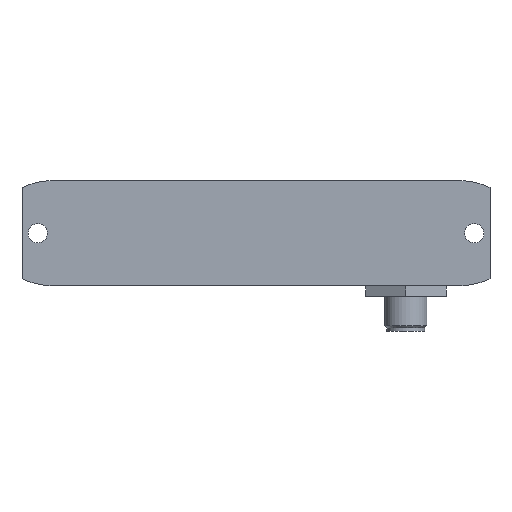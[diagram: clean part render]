
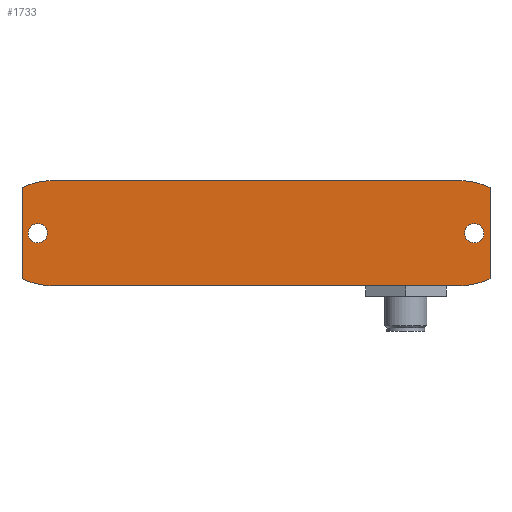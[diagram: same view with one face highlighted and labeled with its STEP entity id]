
A CAD part, front view. The second image highlights one B-rep face of the part: STEP entity #1733.
In plain terms, the highlighted planar face has unit normal (0, -1, 0).
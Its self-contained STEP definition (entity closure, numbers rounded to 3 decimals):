
#135=LINE('',#2636,#277);
#152=LINE('',#2677,#294);
#158=LINE('',#2694,#300);
#159=LINE('',#2699,#301);
#277=VECTOR('',#2104,1000.);
#294=VECTOR('',#2141,1000.);
#300=VECTOR('',#2161,1000.);
#301=VECTOR('',#2166,1000.);
#480=ORIENTED_EDGE('',*,*,#920,.T.);
#481=ORIENTED_EDGE('',*,*,#940,.T.);
#482=ORIENTED_EDGE('',*,*,#942,.F.);
#483=ORIENTED_EDGE('',*,*,#943,.T.);
#484=ORIENTED_EDGE('',*,*,#944,.F.);
#485=ORIENTED_EDGE('',*,*,#913,.T.);
#486=ORIENTED_EDGE('',*,*,#945,.F.);
#487=ORIENTED_EDGE('',*,*,#946,.F.);
#488=ORIENTED_EDGE('',*,*,#947,.F.);
#489=ORIENTED_EDGE('',*,*,#934,.F.);
#913=EDGE_CURVE('',#1150,#1149,#135,.T.);
#920=EDGE_CURVE('',#1151,#1151,#1290,.T.);
#934=EDGE_CURVE('',#1163,#1164,#152,.T.);
#940=EDGE_CURVE('',#1165,#1165,#1294,.T.);
#942=EDGE_CURVE('',#1167,#1163,#1296,.T.);
#943=EDGE_CURVE('',#1167,#1168,#158,.T.);
#944=EDGE_CURVE('',#1150,#1168,#1297,.T.);
#945=EDGE_CURVE('',#1169,#1149,#1298,.T.);
#946=EDGE_CURVE('',#1170,#1169,#159,.T.);
#947=EDGE_CURVE('',#1164,#1170,#1299,.T.);
#1149=VERTEX_POINT('',#2635);
#1150=VERTEX_POINT('',#2637);
#1151=VERTEX_POINT('',#2648);
#1163=VERTEX_POINT('',#2676);
#1164=VERTEX_POINT('',#2678);
#1165=VERTEX_POINT('',#2688);
#1167=VERTEX_POINT('',#2693);
#1168=VERTEX_POINT('',#2695);
#1169=VERTEX_POINT('',#2698);
#1170=VERTEX_POINT('',#2700);
#1290=CIRCLE('',#1867,2.75);
#1294=CIRCLE('',#1877,2.75);
#1296=CIRCLE('',#1880,20.);
#1297=CIRCLE('',#1881,20.);
#1298=CIRCLE('',#1882,20.);
#1299=CIRCLE('',#1883,20.);
#1368=EDGE_LOOP('',(#480));
#1369=EDGE_LOOP('',(#481));
#1370=EDGE_LOOP('',(#482,#483,#484,#485,#486,#487,#488,#489));
#1526=FACE_BOUND('',#1368,.T.);
#1527=FACE_BOUND('',#1369,.T.);
#1528=FACE_BOUND('',#1370,.T.);
#1675=PLANE('',#1879);
#1733=ADVANCED_FACE('',(#1526,#1527,#1528),#1675,.T.);
#1867=AXIS2_PLACEMENT_3D('',#2647,#2117,#2118);
#1877=AXIS2_PLACEMENT_3D('',#2687,#2153,#2154);
#1879=AXIS2_PLACEMENT_3D('',#2691,#2157,#2158);
#1880=AXIS2_PLACEMENT_3D('',#2692,#2159,#2160);
#1881=AXIS2_PLACEMENT_3D('',#2696,#2162,#2163);
#1882=AXIS2_PLACEMENT_3D('',#2697,#2164,#2165);
#1883=AXIS2_PLACEMENT_3D('',#2701,#2167,#2168);
#2104=DIRECTION('',(0.,0.,1.));
#2117=DIRECTION('',(0.,1.,0.));
#2118=DIRECTION('',(1.,0.,0.));
#2141=DIRECTION('',(0.,0.,1.));
#2153=DIRECTION('',(0.,1.,0.));
#2154=DIRECTION('',(1.,0.,0.));
#2157=DIRECTION('',(0.,-1.,0.));
#2158=DIRECTION('',(0.,0.,-1.));
#2159=DIRECTION('',(0.,1.,0.));
#2160=DIRECTION('',(1.,0.,0.));
#2161=DIRECTION('',(1.,0.,0.));
#2162=DIRECTION('',(0.,1.,0.));
#2163=DIRECTION('',(1.,0.,0.));
#2164=DIRECTION('',(0.,1.,0.));
#2165=DIRECTION('',(1.,0.,0.));
#2166=DIRECTION('',(1.,0.,0.));
#2167=DIRECTION('',(0.,1.,0.));
#2168=DIRECTION('',(1.,0.,0.));
#2635=CARTESIAN_POINT('',(92.,0.,-2.));
#2636=CARTESIAN_POINT('',(92.,0.,-30.));
#2637=CARTESIAN_POINT('',(92.,0.,-28.));
#2647=CARTESIAN_POINT('',(87.5,0.,-15.));
#2648=CARTESIAN_POINT('',(90.25,0.,-15.));
#2676=CARTESIAN_POINT('',(-41.5,0.,-28.));
#2677=CARTESIAN_POINT('',(-41.5,0.,-30.));
#2678=CARTESIAN_POINT('',(-41.5,0.,-2.));
#2687=CARTESIAN_POINT('',(-37.,0.,-15.));
#2688=CARTESIAN_POINT('',(-34.25,0.,-15.));
#2691=CARTESIAN_POINT('',(-41.5,0.,-30.));
#2692=CARTESIAN_POINT('',(-32.753,0.,-10.014));
#2693=CARTESIAN_POINT('',(-33.5,0.,-30.));
#2694=CARTESIAN_POINT('',(-41.5,0.,-30.));
#2695=CARTESIAN_POINT('',(84.,0.,-30.));
#2696=CARTESIAN_POINT('',(83.253,0.,-10.014));
#2697=CARTESIAN_POINT('',(83.253,0.,-19.986));
#2698=CARTESIAN_POINT('',(84.,0.,0.));
#2699=CARTESIAN_POINT('',(-41.5,0.,0.));
#2700=CARTESIAN_POINT('',(-33.5,0.,0.));
#2701=CARTESIAN_POINT('',(-32.753,0.,-19.986));
